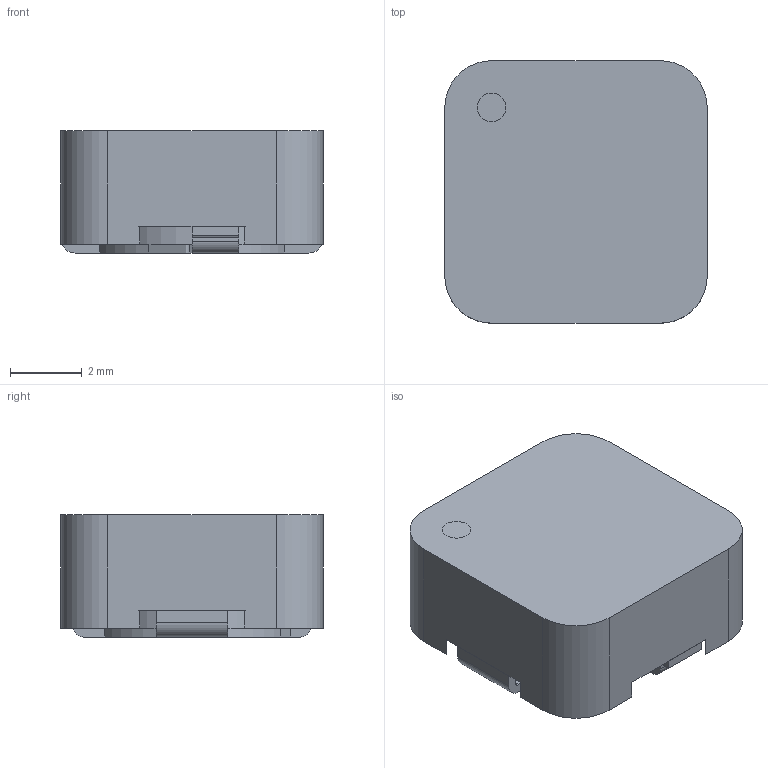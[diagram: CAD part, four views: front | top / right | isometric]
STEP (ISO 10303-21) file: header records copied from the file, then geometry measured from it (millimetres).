
FILE_DESCRIPTION((''),'2;1');
FILE_NAME('IND_WURTH_WE-PD_7332(METAL).stp','2013-01-21T12:38:22',(''),(''),'Mechanical Desktop 2011','Mechanical Desktop 2011',', , ');
FILE_SCHEMA(('AUTOMOTIVE_DESIGN { 1 2 10303 214 1 1 1 1 }'));
Length unit declared in the file: millimetre
Products named in the file (1): Product
Bounding box: 7.3 x 7.3 x 3.4 mm (x, y, z)
Volume: 127.8 mm3; surface area: 389.6 mm2
Topology: 5 solids, 5 shells, 110 faces, 294 edges, 196 vertices
Faces by surface type: plane 79, cylinder 31
Entity records: 3468 total; most frequent: CARTESIAN_POINT 601, ORIENTED_EDGE 588, DIRECTION 578, EDGE_CURVE 294, VECTOR 232, LINE 232, VERTEX_POINT 196, AXIS2_PLACEMENT_3D 173
